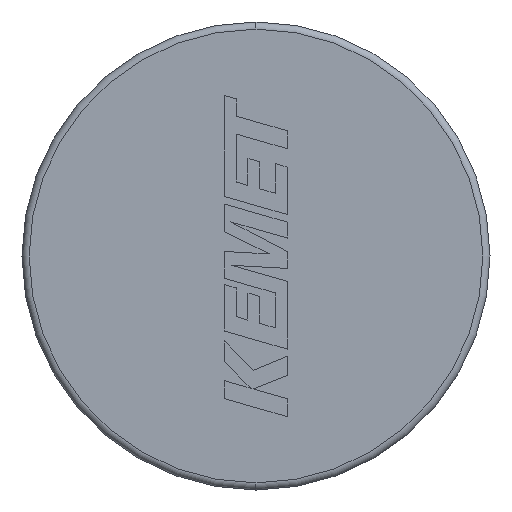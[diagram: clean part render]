
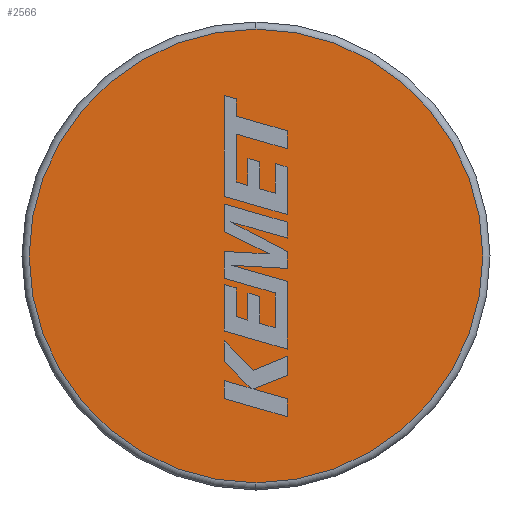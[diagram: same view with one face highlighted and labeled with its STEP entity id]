
A CAD part, left-side view. The second image highlights one B-rep face of the part: STEP entity #2566.
In plain terms, the highlighted planar face has unit normal (-1, 0, 0).
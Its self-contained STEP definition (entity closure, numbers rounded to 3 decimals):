
#61 = DIRECTION ( 'NONE',  ( -1., 0., 0. ) ) ;
#154 = VERTEX_POINT ( 'NONE', #3297 ) ;
#617 = AXIS2_PLACEMENT_3D ( 'NONE', #672, #660, #1414 ) ;
#660 = DIRECTION ( 'NONE',  ( 1., 0., 0. ) ) ;
#665 = ORIENTED_EDGE ( 'NONE', *, *, #3255, .T. ) ;
#672 = CARTESIAN_POINT ( 'NONE',  ( 0., 0., 0. ) ) ;
#848 = DIRECTION ( 'NONE',  ( 0., 0., -1. ) ) ;
#851 = FACE_OUTER_BOUND ( 'NONE', #1597, .T. ) ;
#1003 = AXIS2_PLACEMENT_3D ( 'NONE', #2383, #61, #848 ) ;
#1069 = CIRCLE ( 'NONE', #1988, 6.3 ) ;
#1150 = ORIENTED_EDGE ( 'NONE', *, *, #1688, .T. ) ;
#1174 = PLANE ( 'NONE',  #617 ) ;
#1414 = DIRECTION ( 'NONE',  ( 0., 0., -1. ) ) ;
#1416 = VERTEX_POINT ( 'NONE', #1529 ) ;
#1529 = CARTESIAN_POINT ( 'NONE',  ( 0., 0., -6.3 ) ) ;
#1597 = EDGE_LOOP ( 'NONE', ( #1150, #665 ) ) ;
#1688 = EDGE_CURVE ( 'NONE', #1416, #154, #1069, .T. ) ;
#1988 = AXIS2_PLACEMENT_3D ( 'NONE', #3110, #3369, #2596 ) ;
#2383 = CARTESIAN_POINT ( 'NONE',  ( 0., 0., 0. ) ) ;
#2566 = ADVANCED_FACE ( 'NONE', ( #851 ), #1174, .F. ) ;
#2596 = DIRECTION ( 'NONE',  ( 0., 0., -1. ) ) ;
#3110 = CARTESIAN_POINT ( 'NONE',  ( 0., 0., 0. ) ) ;
#3255 = EDGE_CURVE ( 'NONE', #154, #1416, #3295, .T. ) ;
#3295 = CIRCLE ( 'NONE', #1003, 6.3 ) ;
#3297 = CARTESIAN_POINT ( 'NONE',  ( 0., 0., 6.3 ) ) ;
#3369 = DIRECTION ( 'NONE',  ( -1., 0., 0. ) ) ;
